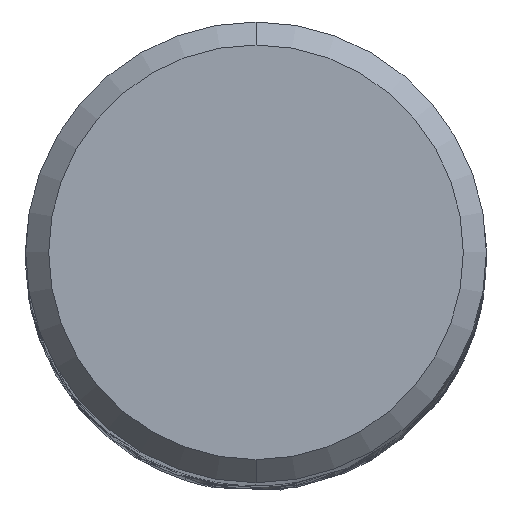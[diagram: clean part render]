
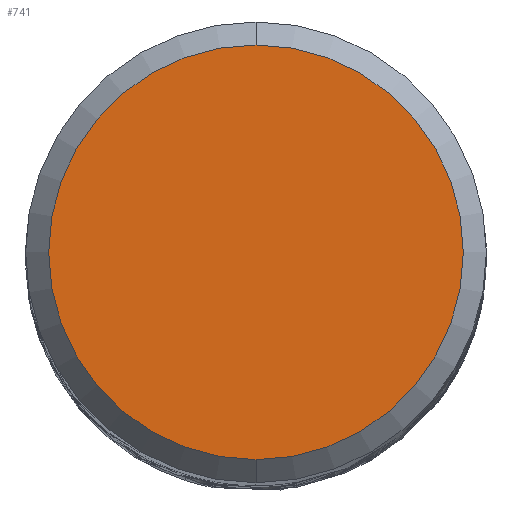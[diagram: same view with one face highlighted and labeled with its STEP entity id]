
A CAD part, top view. The second image highlights one B-rep face of the part: STEP entity #741.
In plain terms, the highlighted planar face has unit normal (0, 0, 1).
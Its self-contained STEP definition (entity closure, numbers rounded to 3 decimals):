
#421=EDGE_CURVE('',#755,#539,#1037,.T.);
#539=VERTEX_POINT('',#1163);
#741=ADVANCED_FACE('',(#1383),#1384,.T.);
#755=VERTEX_POINT('',#1401);
#835=EDGE_CURVE('',#539,#755,#1488,.T.);
#1037=CIRCLE('',#2094,9.0);
#1163=CARTESIAN_POINT('',(0.0,9.0,0.0));
#1383=FACE_OUTER_BOUND('',#3629,.T.);
#1384=PLANE('',#3630);
#1401=CARTESIAN_POINT('',(0.,-9.0,0.0));
#1488=CIRCLE('',#10270,9.0);
#2094=AXIS2_PLACEMENT_3D('',#10868,#10869,#10870);
#3629=EDGE_LOOP('',(#11223,#11224));
#3630=AXIS2_PLACEMENT_3D('',#11225,#11226,#11227);
#10270=AXIS2_PLACEMENT_3D('',#11331,#11332,#11333);
#10868=CARTESIAN_POINT('',(0.0,0.0,0.0));
#10869=DIRECTION('',(0.0,0.0,-1.0));
#10870=DIRECTION('',(0.0,1.0,0.0));
#11223=ORIENTED_EDGE('',*,*,#835,.F.);
#11224=ORIENTED_EDGE('',*,*,#421,.F.);
#11225=CARTESIAN_POINT('',(0.0,4.5,0.0));
#11226=DIRECTION('',(-0.0,0.0,1.0));
#11227=DIRECTION('',(0.0,-1.0,0.0));
#11331=CARTESIAN_POINT('',(0.0,0.0,0.0));
#11332=DIRECTION('',(0.0,0.0,-1.0));
#11333=DIRECTION('',(0.0,1.0,0.0));
